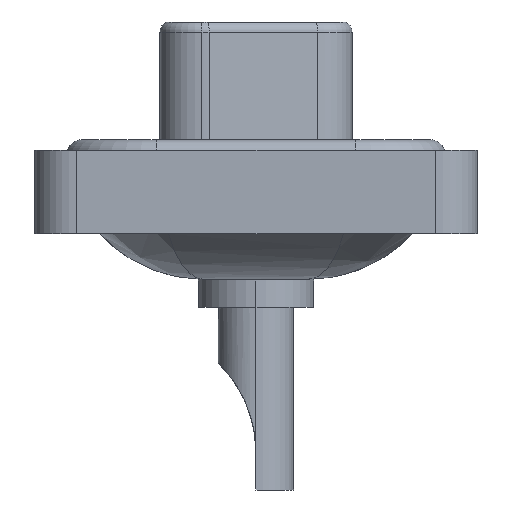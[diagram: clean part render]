
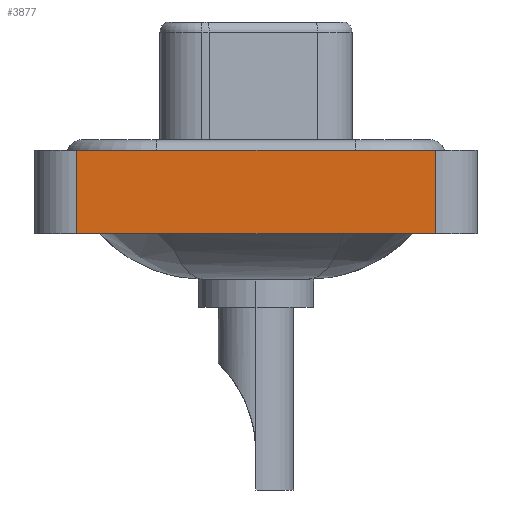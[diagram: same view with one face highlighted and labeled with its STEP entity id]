
A CAD part, left-side view. The second image highlights one B-rep face of the part: STEP entity #3877.
In plain terms, the highlighted planar face has unit normal (-1, 0, 0).
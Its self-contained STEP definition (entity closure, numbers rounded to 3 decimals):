
#269 = VECTOR ( 'NONE', #10113, 1000. ) ;
#1171 = VERTEX_POINT ( 'NONE', #9651 ) ;
#1455 = CARTESIAN_POINT ( 'NONE',  ( -7.25, -8.55, 0.4 ) ) ;
#1570 = LINE ( 'NONE', #10042, #11591 ) ;
#2139 = VERTEX_POINT ( 'NONE', #5994 ) ;
#3113 = DIRECTION ( 'NONE',  ( 0., -1., 0. ) ) ;
#3689 = CARTESIAN_POINT ( 'NONE',  ( -7.25, 8.55, 0.4 ) ) ;
#3865 = DIRECTION ( 'NONE',  ( 0., 0., 1. ) ) ;
#3877 = ADVANCED_FACE ( 'NONE', ( #17024 ), #5430, .T. ) ;
#4020 = EDGE_CURVE ( 'NONE', #1171, #2139, #10108, .T. ) ;
#4396 = CARTESIAN_POINT ( 'NONE',  ( -7.25, -8.55, -3.6 ) ) ;
#4936 = ORIENTED_EDGE ( 'NONE', *, *, #15908, .F. ) ;
#5430 = PLANE ( 'NONE',  #11540 ) ;
#5994 = CARTESIAN_POINT ( 'NONE',  ( -7.25, -8.55, -3.6 ) ) ;
#6115 = ORIENTED_EDGE ( 'NONE', *, *, #4020, .T. ) ;
#7044 = EDGE_CURVE ( 'NONE', #2139, #8985, #1570, .T. ) ;
#7260 = CARTESIAN_POINT ( 'NONE',  ( -7.25, -8.55, 0.4 ) ) ;
#7931 = LINE ( 'NONE', #10950, #17143 ) ;
#8918 = VECTOR ( 'NONE', #3113, 1000. ) ;
#8985 = VERTEX_POINT ( 'NONE', #7260 ) ;
#9651 = CARTESIAN_POINT ( 'NONE',  ( -7.25, 8.55, -3.6 ) ) ;
#9657 = DIRECTION ( 'NONE',  ( -1., 0., 0. ) ) ;
#10042 = CARTESIAN_POINT ( 'NONE',  ( -7.25, -8.55, -3.6 ) ) ;
#10108 = LINE ( 'NONE', #15733, #8918 ) ;
#10113 = DIRECTION ( 'NONE',  ( 0., -1., 0. ) ) ;
#10950 = CARTESIAN_POINT ( 'NONE',  ( -7.25, 8.55, -3.6 ) ) ;
#11540 = AXIS2_PLACEMENT_3D ( 'NONE', #4396, #9657, #15278 ) ;
#11591 = VECTOR ( 'NONE', #11597, 1000. ) ;
#11597 = DIRECTION ( 'NONE',  ( 0., 0., 1. ) ) ;
#13293 = VERTEX_POINT ( 'NONE', #3689 ) ;
#13510 = ORIENTED_EDGE ( 'NONE', *, *, #14706, .F. ) ;
#14283 = EDGE_LOOP ( 'NONE', ( #15258, #4936, #13510, #6115 ) ) ;
#14706 = EDGE_CURVE ( 'NONE', #1171, #13293, #7931, .T. ) ;
#15258 = ORIENTED_EDGE ( 'NONE', *, *, #7044, .T. ) ;
#15278 = DIRECTION ( 'NONE',  ( 0., 0., 1. ) ) ;
#15733 = CARTESIAN_POINT ( 'NONE',  ( -7.25, -8.55, -3.6 ) ) ;
#15908 = EDGE_CURVE ( 'NONE', #13293, #8985, #18138, .T. ) ;
#17024 = FACE_OUTER_BOUND ( 'NONE', #14283, .T. ) ;
#17143 = VECTOR ( 'NONE', #3865, 1000. ) ;
#18138 = LINE ( 'NONE', #1455, #269 ) ;
